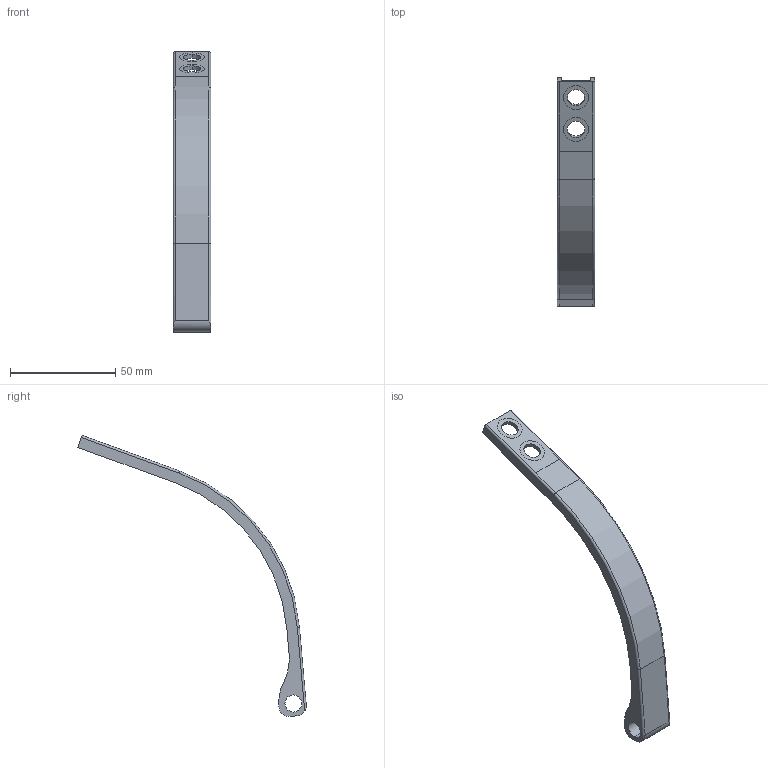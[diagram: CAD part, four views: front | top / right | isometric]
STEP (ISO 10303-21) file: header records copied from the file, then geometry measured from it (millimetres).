
FILE_DESCRIPTION (( 'STEP AP203' ), '1' );
FILE_NAME ('U.STEP', '2018-08-03T13:06:18', ( '' ), ( '' ), 'SwSTEP 2.0', 'SolidWorks 2016', '' );
FILE_SCHEMA (( 'CONFIG_CONTROL_DESIGN' ));
Length unit declared in the file: millimetre
Products named in the file (1): U
Bounding box: 18 x 108.47 x 133.38 mm (x, y, z)
Volume: 12106.6 mm3; surface area: 10674.4 mm2
Topology: 1 solids, 1 shells, 51 faces, 131 edges, 82 vertices
Faces by surface type: cylinder 25, plane 18, torus 6, sphere 2
Entity records: 1662 total; most frequent: CARTESIAN_POINT 297, DIRECTION 289, ORIENTED_EDGE 258, EDGE_CURVE 129, AXIS2_PLACEMENT_3D 112, VERTEX_POINT 82, VECTOR 65, LINE 65
